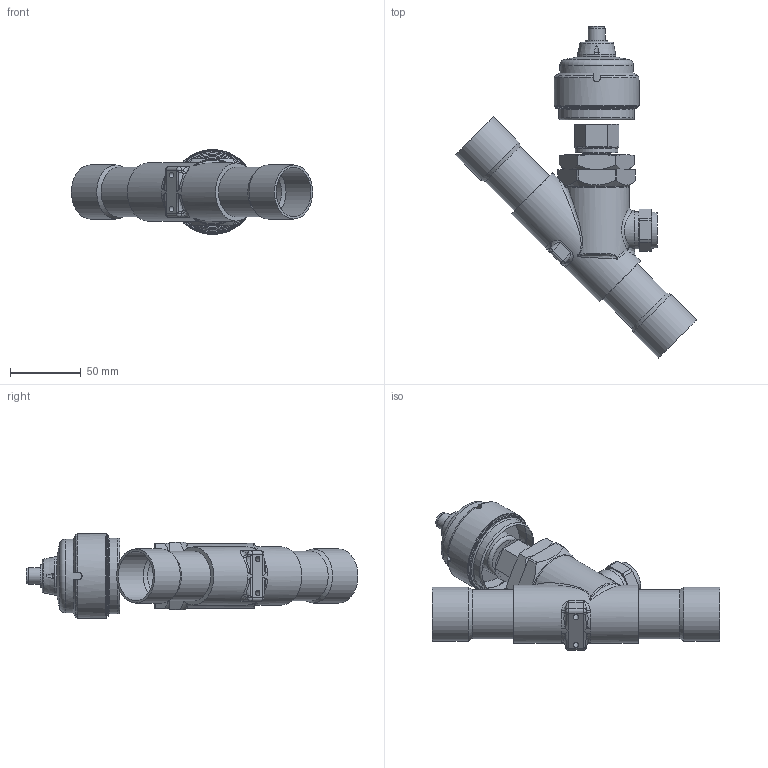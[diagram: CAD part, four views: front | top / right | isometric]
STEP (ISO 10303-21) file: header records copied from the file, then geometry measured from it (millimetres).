
FILE_DESCRIPTION(/* description */ (''),/* implementation_level */ '2;1');
FILE_NAME(/* name */ '034G2601R.stp',/* time_stamp */ '2022-08-22T16:11:32+03:00',/* author */ ('U403152'),/* organization */ (''),/* preprocessor_version */ 'ST-DEVELOPER v18.1',/* originating_system */ 'Autodesk Inventor 2020',/* authorisation */ '');
FILE_SCHEMA (('AUTOMOTIVE_DESIGN { 1 0 10303 214 3 1 1 }'));
Length unit declared in the file: millimetre
Products named in the file (1): Part4
Bounding box: 170.55 x 234.58 x 60 mm (x, y, z)
Volume: 204270.3 mm3; surface area: 101076.4 mm2
Topology: 1 solids, 5 shells, 450 faces, 1276 edges, 859 vertices
Faces by surface type: cylinder 187, plane 127, bspline 65, cone 37, sphere 18, torus 16
Full cylindrical faces by diameter (mm): 1 x8, 1.4 x2, 2 x1, 3 x1, 4 x1, 4.2 x3, 7 x1, 9 x1, 9.2 x1, 10 x1, 11 x1, 12 x1, 14 x2, 16 x1, 18.4 x1, 18.8 x1, 18.918 x15, 19 x8, 19.783 x6, 19.8 x1, 20 x6, 20.1 x1, 20.2 x1, 21 x2, 22 x1, 24 x1, 24.2 x1, 26.4 x1, 27 x1, 30 x1
Entity records: 36298 total; most frequent: CARTESIAN_POINT 24613, ORIENTED_EDGE 2510, DIRECTION 2183, EDGE_CURVE 1255, AXIS2_PLACEMENT_3D 916, VERTEX_POINT 859, EDGE_LOOP 522, CIRCLE 514
